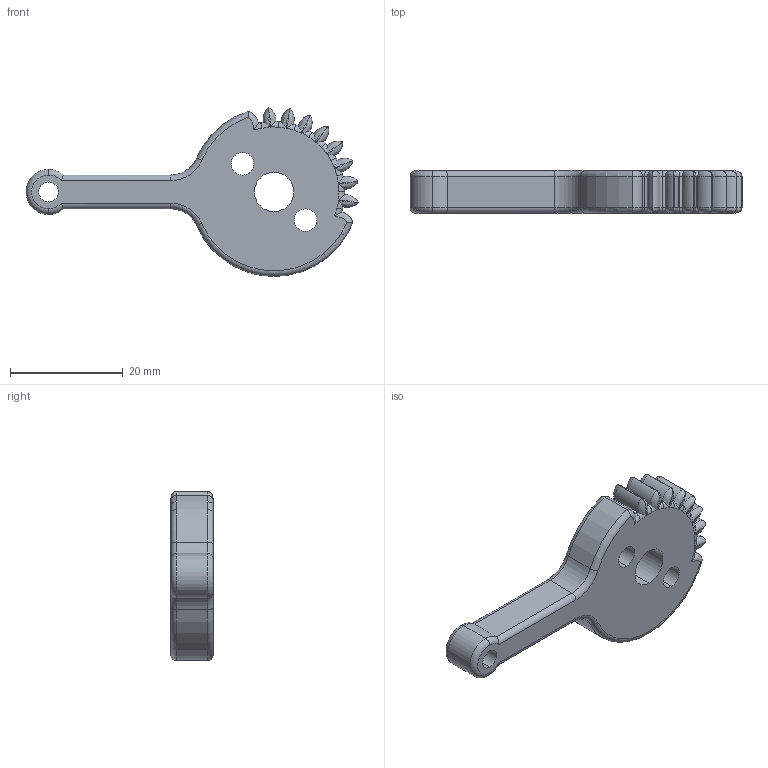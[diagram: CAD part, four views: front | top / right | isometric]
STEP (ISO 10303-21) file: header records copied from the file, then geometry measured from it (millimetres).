
FILE_DESCRIPTION (( 'STEP AP214' ), '1' );
FILE_NAME ('Engrenagem Direita - Servo.STEP', '2021-07-04T20:25:24', ( '' ), ( '' ), 'SwSTEP 2.0', 'SolidWorks 2021', '' );
FILE_SCHEMA (( 'AUTOMOTIVE_DESIGN' ));
Length unit declared in the file: millimetre
Products named in the file (1): Engrenagem Direita - Servo
Bounding box: 58.89 x 7.5 x 29.97 mm (x, y, z)
Volume: 5727.6 mm3; surface area: 3182.2 mm2
Topology: 1 solids, 1 shells, 176 faces, 442 edges, 270 vertices
Faces by surface type: cylinder 59, bspline 54, torus 32, plane 31
Entity records: 9352 total; most frequent: CARTESIAN_POINT 5639, ORIENTED_EDGE 884, DIRECTION 596, EDGE_CURVE 442, VERTEX_POINT 270, AXIS2_PLACEMENT_3D 243, B_SPLINE_CURVE_WITH_KNOTS 212, EDGE_LOOP 186
